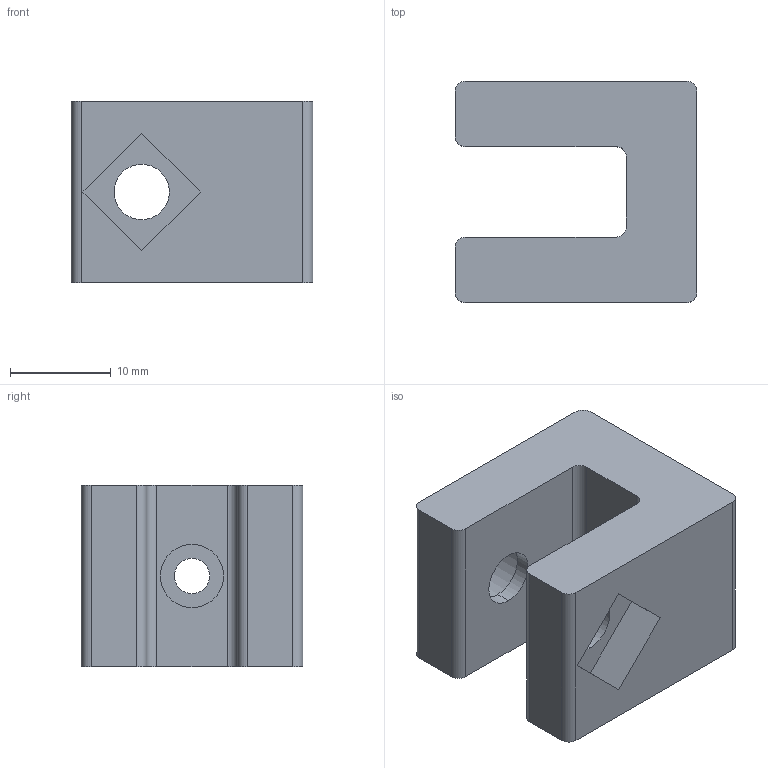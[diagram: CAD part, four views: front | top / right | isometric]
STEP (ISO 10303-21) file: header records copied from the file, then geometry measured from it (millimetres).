
FILE_DESCRIPTION (( 'STEP AP203' ), '1' );
FILE_NAME ('Belt_Idler_top_RIGHT.STEP', '2022-06-12T13:38:55', ( '' ), ( '' ), 'SwSTEP 2.0', 'SolidWorks 2020', '' );
FILE_SCHEMA (( 'CONFIG_CONTROL_DESIGN' ));
Length unit declared in the file: millimetre
Products named in the file (1): Belt_Idler_top_RIGHT
Bounding box: 24 x 22 x 18 mm (x, y, z)
Volume: 5896.6 mm3; surface area: 3297.4 mm2
Topology: 1 solids, 1 shells, 42 faces, 108 edges, 72 vertices
Faces by surface type: plane 24, cylinder 18
Entity records: 1377 total; most frequent: DIRECTION 230, CARTESIAN_POINT 223, ORIENTED_EDGE 216, EDGE_CURVE 108, AXIS2_PLACEMENT_3D 79, VECTOR 72, VERTEX_POINT 72, LINE 72
